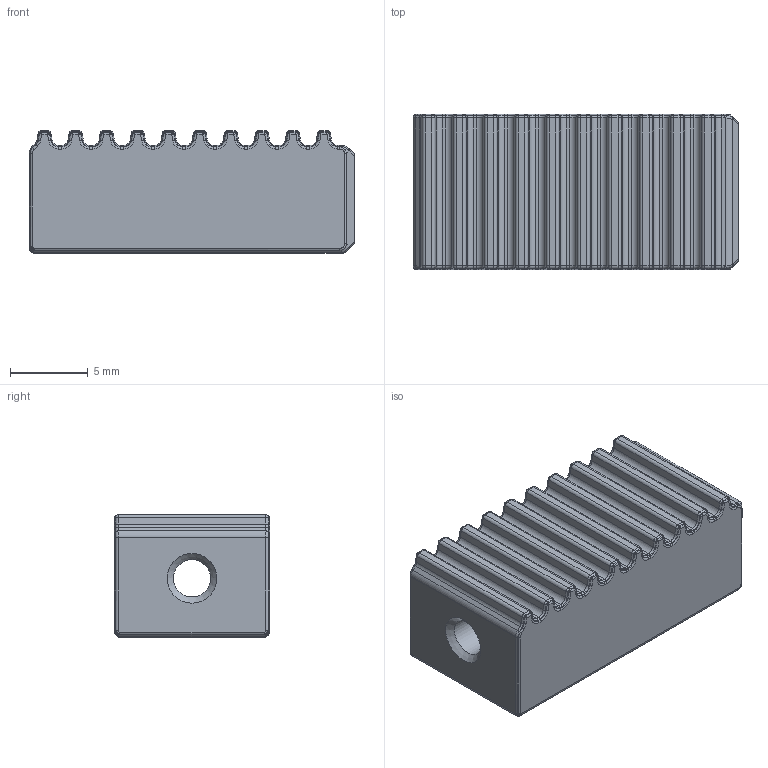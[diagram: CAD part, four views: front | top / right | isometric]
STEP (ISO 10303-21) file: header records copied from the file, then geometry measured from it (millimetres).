
FILE_DESCRIPTION(/* description */ (''),/* implementation_level */ '2;1');
FILE_NAME(/* name */ 'MP_DooKi3_SLM_Tensioning_Slider_10mm_+0.10_x3.step',/* time_stamp */ '2024-08-07T11:39:51-04:00',/* author */ (''),/* organization */ (''),/* preprocessor_version */ 'ST-DEVELOPER v20',/* originating_system */ 'Autodesk Translation Framework v13.14.0.145',/* authorisation */ '');
FILE_SCHEMA (('AUTOMOTIVE_DESIGN { 1 0 10303 214 3 1 1 }'));
Length unit declared in the file: millimetre
Products named in the file (1): DooKi3_SLM_Tensioner
Bounding box: 21 x 10 x 7.9 mm (x, y, z)
Volume: 1446 mm3; surface area: 1107.2 mm2
Topology: 1 solids, 1 shells, 661 faces, 1425 edges, 726 vertices
Faces by surface type: cylinder 234, plane 137, bspline 114, torus 84, cone 84, sphere 8
Full cylindrical faces by diameter (mm): 2.4 x1
Entity records: 19479 total; most frequent: CARTESIAN_POINT 5863, DIRECTION 2921, ORIENTED_EDGE 2770, EDGE_CURVE 1385, AXIS2_PLACEMENT_3D 1144, VERTEX_POINT 726, EDGE_LOOP 663, FACE_OUTER_BOUND 661
